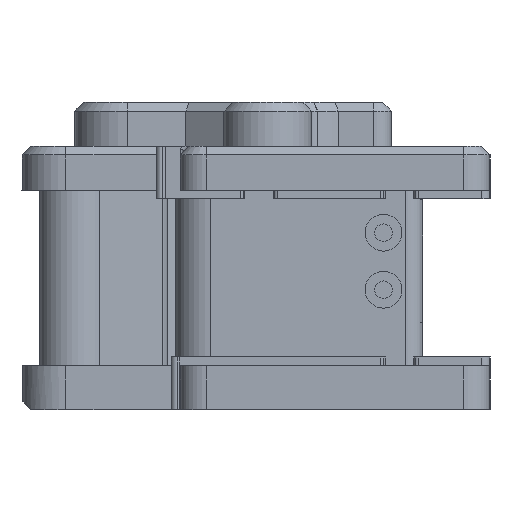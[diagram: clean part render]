
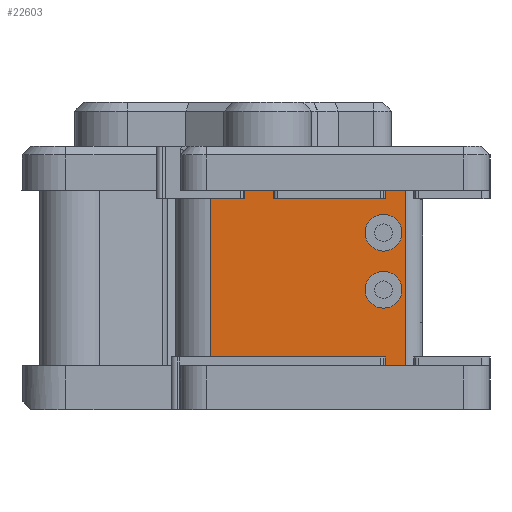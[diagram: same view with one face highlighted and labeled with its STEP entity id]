
A CAD part, left-side view. The second image highlights one B-rep face of the part: STEP entity #22603.
In plain terms, the highlighted planar face has unit normal (-1, 0, 0).
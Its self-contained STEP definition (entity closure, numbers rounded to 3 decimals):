
#18832 = VERTEX_POINT('',#18833);
#18833 = CARTESIAN_POINT('',(66.288,70.591,
    -3.306));
#18840 = EDGE_CURVE('',#18832,#18841,#18843,.T.);
#18841 = VERTEX_POINT('',#18842);
#18842 = CARTESIAN_POINT('',(66.288,48.427,
    -3.306));
#18843 = LINE('',#18844,#18845);
#18844 = CARTESIAN_POINT('',(66.288,51.377,
    -3.306));
#18845 = VECTOR('',#18846,1.);
#18846 = DIRECTION('',(0.,-1.,0.));
#20546 = EDGE_CURVE('',#20547,#20549,#20551,.T.);
#20547 = VERTEX_POINT('',#20548);
#20548 = CARTESIAN_POINT('',(66.288,48.427,
    -23.306));
#20549 = VERTEX_POINT('',#20550);
#20550 = CARTESIAN_POINT('',(66.288,70.591,
    -23.306));
#20551 = LINE('',#20552,#20553);
#20552 = CARTESIAN_POINT('',(66.288,51.377,
    -23.306));
#20553 = VECTOR('',#20554,1.);
#20554 = DIRECTION('',(0.,1.,0.));
#22432 = VERTEX_POINT('',#22433);
#22433 = CARTESIAN_POINT('',(66.288,53.,-14.651));
#22441 = EDGE_CURVE('',#22432,#22432,#22442,.T.);
#22442 = CIRCLE('',#22443,2.1);
#22443 = AXIS2_PLACEMENT_3D('',#22444,#22445,#22446);
#22444 = CARTESIAN_POINT('',(66.288,50.9,-14.651));
#22445 = DIRECTION('',(1.,0.,0.));
#22446 = DIRECTION('',(0.,-1.,0.));
#22457 = VERTEX_POINT('',#22458);
#22458 = CARTESIAN_POINT('',(66.288,53.,-8.151));
#22466 = EDGE_CURVE('',#22457,#22457,#22467,.T.);
#22467 = CIRCLE('',#22468,2.1);
#22468 = AXIS2_PLACEMENT_3D('',#22469,#22470,#22471);
#22469 = CARTESIAN_POINT('',(66.288,50.9,-8.151));
#22470 = DIRECTION('',(1.,0.,0.));
#22471 = DIRECTION('',(0.,-1.,0.));
#22589 = EDGE_CURVE('',#18841,#20547,#22590,.T.);
#22590 = LINE('',#22591,#22592);
#22591 = CARTESIAN_POINT('',(66.288,48.427,
    -3.306));
#22592 = VECTOR('',#22593,1.);
#22593 = DIRECTION('',(0.,0.,-1.));
#22603 = ADVANCED_FACE('',(#22604,#22615,#22618),#22621,.T.);
#22604 = FACE_BOUND('',#22605,.T.);
#22605 = EDGE_LOOP('',(#22606,#22607,#22608,#22614));
#22606 = ORIENTED_EDGE('',*,*,#22589,.F.);
#22607 = ORIENTED_EDGE('',*,*,#18840,.F.);
#22608 = ORIENTED_EDGE('',*,*,#22609,.F.);
#22609 = EDGE_CURVE('',#20549,#18832,#22610,.T.);
#22610 = LINE('',#22611,#22612);
#22611 = CARTESIAN_POINT('',(66.288,70.591,
    -3.306));
#22612 = VECTOR('',#22613,1.);
#22613 = DIRECTION('',(0.,0.,1.));
#22614 = ORIENTED_EDGE('',*,*,#20546,.F.);
#22615 = FACE_BOUND('',#22616,.T.);
#22616 = EDGE_LOOP('',(#22617));
#22617 = ORIENTED_EDGE('',*,*,#22441,.T.);
#22618 = FACE_BOUND('',#22619,.T.);
#22619 = EDGE_LOOP('',(#22620));
#22620 = ORIENTED_EDGE('',*,*,#22466,.T.);
#22621 = PLANE('',#22622);
#22622 = AXIS2_PLACEMENT_3D('',#22623,#22624,#22625);
#22623 = CARTESIAN_POINT('',(66.288,38.477,
    -3.306));
#22624 = DIRECTION('',(-1.,0.,0.));
#22625 = DIRECTION('',(0.,1.,0.));
